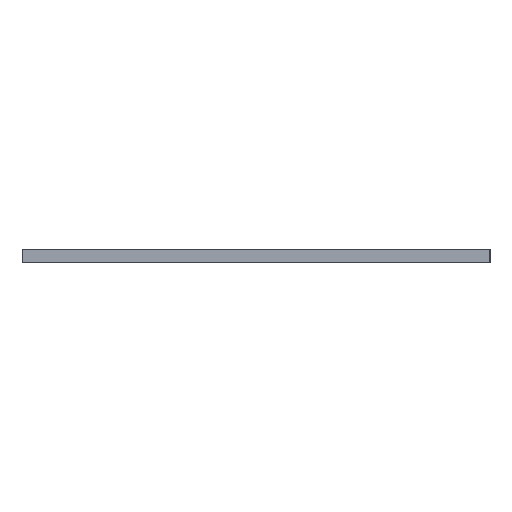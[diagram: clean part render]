
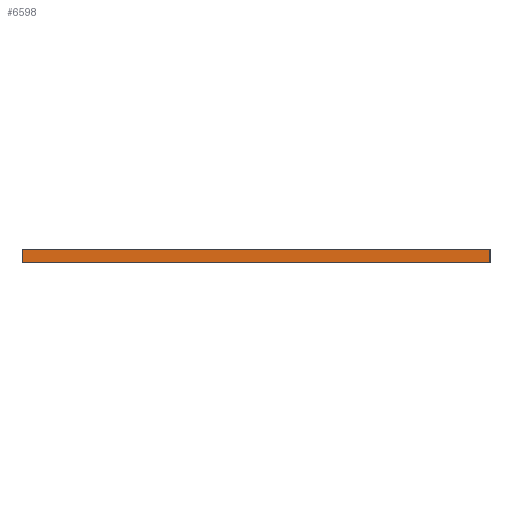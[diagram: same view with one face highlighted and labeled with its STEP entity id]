
A CAD part, left-side view. The second image highlights one B-rep face of the part: STEP entity #6598.
In plain terms, the highlighted planar face has unit normal (-1, 0, 0).
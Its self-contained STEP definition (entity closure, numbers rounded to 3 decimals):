
#72 = DIRECTION ( 'NONE',  ( 1., 0., 0. ) ) ;
#108 = DIRECTION ( 'NONE',  ( 0., 0., -1. ) ) ;
#119 = LINE ( 'NONE', #4088, #1636 ) ;
#229 = DIRECTION ( 'NONE',  ( 0., 0., -1. ) ) ;
#280 = DIRECTION ( 'NONE',  ( 0., -1., 0. ) ) ;
#305 = CARTESIAN_POINT ( 'NONE',  ( -48.65, 24., 0. ) ) ;
#882 = CARTESIAN_POINT ( 'NONE',  ( -48.65, -24., 1.4 ) ) ;
#929 = EDGE_CURVE ( 'NONE', #7454, #4717, #1432, .T. ) ;
#993 = VECTOR ( 'NONE', #280, 1000. ) ;
#1176 = DIRECTION ( 'NONE',  ( 0., -1., 0. ) ) ;
#1432 = LINE ( 'NONE', #3143, #993 ) ;
#1581 = EDGE_CURVE ( 'NONE', #3951, #4717, #6560, .T. ) ;
#1636 = VECTOR ( 'NONE', #6448, 1000. ) ;
#1944 = ORIENTED_EDGE ( 'NONE', *, *, #6632, .F. ) ;
#1969 = ORIENTED_EDGE ( 'NONE', *, *, #1581, .F. ) ;
#2275 = CARTESIAN_POINT ( 'NONE',  ( -48.65, -24., 1.4 ) ) ;
#2892 = LINE ( 'NONE', #7044, #6867 ) ;
#3020 = VECTOR ( 'NONE', #229, 1000. ) ;
#3143 = CARTESIAN_POINT ( 'NONE',  ( -48.65, -24., 0. ) ) ;
#3468 = PLANE ( 'NONE',  #6504 ) ;
#3797 = CARTESIAN_POINT ( 'NONE',  ( -48.65, -24., 0. ) ) ;
#3951 = VERTEX_POINT ( 'NONE', #5767 ) ;
#4088 = CARTESIAN_POINT ( 'NONE',  ( -48.65, 24., 1.4 ) ) ;
#4717 = VERTEX_POINT ( 'NONE', #3797 ) ;
#5096 = EDGE_CURVE ( 'NONE', #5718, #7454, #119, .T. ) ;
#5189 = FACE_OUTER_BOUND ( 'NONE', #5601, .T. ) ;
#5601 = EDGE_LOOP ( 'NONE', ( #6404, #1969, #1944, #5713 ) ) ;
#5713 = ORIENTED_EDGE ( 'NONE', *, *, #5096, .T. ) ;
#5718 = VERTEX_POINT ( 'NONE', #6616 ) ;
#5767 = CARTESIAN_POINT ( 'NONE',  ( -48.65, -24., 1.4 ) ) ;
#6404 = ORIENTED_EDGE ( 'NONE', *, *, #929, .T. ) ;
#6448 = DIRECTION ( 'NONE',  ( 0., 0., -1. ) ) ;
#6504 = AXIS2_PLACEMENT_3D ( 'NONE', #2275, #72, #108 ) ;
#6560 = LINE ( 'NONE', #882, #3020 ) ;
#6598 = ADVANCED_FACE ( 'NONE', ( #5189 ), #3468, .F. ) ;
#6616 = CARTESIAN_POINT ( 'NONE',  ( -48.65, 24., 1.4 ) ) ;
#6632 = EDGE_CURVE ( 'NONE', #5718, #3951, #2892, .T. ) ;
#6867 = VECTOR ( 'NONE', #1176, 1000. ) ;
#7044 = CARTESIAN_POINT ( 'NONE',  ( -48.65, -24., 1.4 ) ) ;
#7454 = VERTEX_POINT ( 'NONE', #305 ) ;
